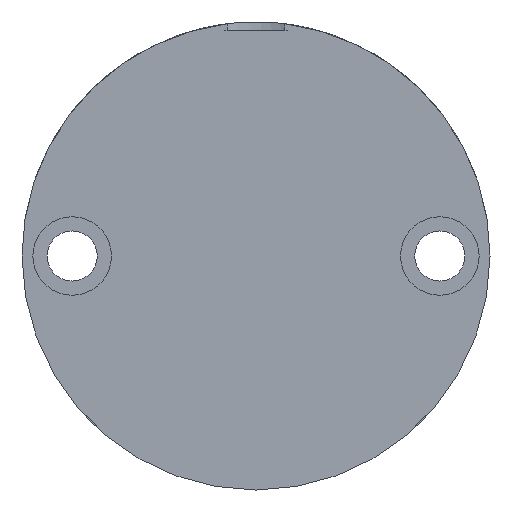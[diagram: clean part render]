
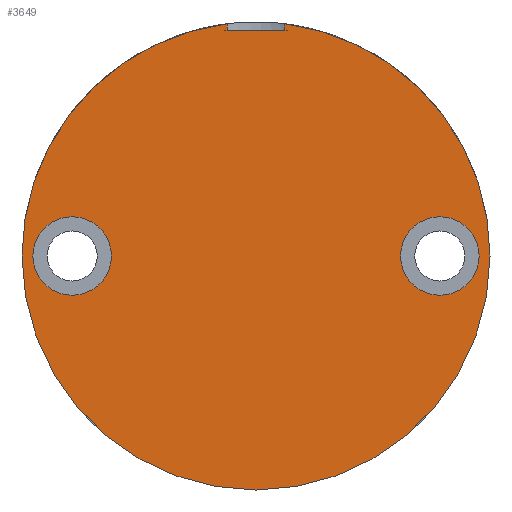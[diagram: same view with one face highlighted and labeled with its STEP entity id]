
A CAD part, left-side view. The second image highlights one B-rep face of the part: STEP entity #3649.
In plain terms, the highlighted face is planar.
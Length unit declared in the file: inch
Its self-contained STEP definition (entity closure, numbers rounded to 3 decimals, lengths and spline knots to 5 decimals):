
#39 = AXIS2_PLACEMENT_3D ( 'NONE', #2406, #640, #2719 ) ;
#118 = DIRECTION ( 'NONE',  ( 0., 0., 1. ) ) ;
#124 = LINE ( 'NONE', #2267, #2375 ) ;
#281 = CIRCLE ( 'NONE', #2737, 0.56 ) ;
#284 = CIRCLE ( 'NONE', #2112, 0.094 ) ;
#314 = DIRECTION ( 'NONE',  ( 0., 1., 0. ) ) ;
#356 = FACE_BOUND ( 'NONE', #1267, .T. ) ;
#381 = AXIS2_PLACEMENT_3D ( 'NONE', #2251, #1677, #3763 ) ;
#397 = CIRCLE ( 'NONE', #3804, 0.56 ) ;
#478 = CARTESIAN_POINT ( 'NONE',  ( 0., 0.34, 0.346 ) ) ;
#514 = DIRECTION ( 'NONE',  ( 1., 0., 0. ) ) ;
#556 = DIRECTION ( 'NONE',  ( 0., 0., -1. ) ) ;
#607 = CIRCLE ( 'NONE', #3279, 0.094 ) ;
#616 = CIRCLE ( 'NONE', #2109, 0.094 ) ;
#640 = DIRECTION ( 'NONE',  ( 0., 1., 0. ) ) ;
#668 = DIRECTION ( 'NONE',  ( -1., 0., 0. ) ) ;
#794 = CARTESIAN_POINT ( 'NONE',  ( 0., 0.34, 0.56 ) ) ;
#856 = CARTESIAN_POINT ( 'NONE',  ( 0., 0.34, -0.534 ) ) ;
#979 = CARTESIAN_POINT ( 'NONE',  ( 0., 0.34, 0.534 ) ) ;
#1048 = FACE_BOUND ( 'NONE', #1881, .T. ) ;
#1146 = EDGE_CURVE ( 'NONE', #3423, #3555, #397, .T. ) ;
#1153 = CARTESIAN_POINT ( 'NONE',  ( -0.54, 0.34, 0. ) ) ;
#1194 = DIRECTION ( 'NONE',  ( 0., 1., 0. ) ) ;
#1267 = EDGE_LOOP ( 'NONE', ( #2273, #2331 ) ) ;
#1286 = CIRCLE ( 'NONE', #39, 0.56 ) ;
#1304 = EDGE_CURVE ( 'NONE', #3614, #3444, #284, .T. ) ;
#1336 = EDGE_CURVE ( 'NONE', #3287, #3635, #281, .T. ) ;
#1361 = CARTESIAN_POINT ( 'NONE',  ( 0., 0.34, 0.44 ) ) ;
#1393 = PLANE ( 'NONE',  #381 ) ;
#1496 = CARTESIAN_POINT ( 'NONE',  ( 0., 0.34, 0. ) ) ;
#1624 = DIRECTION ( 'NONE',  ( 0., 1., 0. ) ) ;
#1648 = DIRECTION ( 'NONE',  ( 0., 0., 1. ) ) ;
#1677 = DIRECTION ( 'NONE',  ( 0., -1., 0. ) ) ;
#1782 = DIRECTION ( 'NONE',  ( 0., 0., 1. ) ) ;
#1837 = LINE ( 'NONE', #1153, #3350 ) ;
#1849 = DIRECTION ( 'NONE',  ( 0., 1., 0. ) ) ;
#1881 = EDGE_LOOP ( 'NONE', ( #2145, #2149 ) ) ;
#1901 = FACE_OUTER_BOUND ( 'NONE', #2249, .T. ) ;
#1998 = ORIENTED_EDGE ( 'NONE', *, *, #1146, .T. ) ;
#2037 = EDGE_CURVE ( 'NONE', #3287, #3356, #124, .T. ) ;
#2064 = CARTESIAN_POINT ( 'NONE',  ( 0., 0.34, -0.44 ) ) ;
#2082 = ORIENTED_EDGE ( 'NONE', *, *, #1336, .T. ) ;
#2086 = CARTESIAN_POINT ( 'NONE',  ( -0.54, 0.34, 0.06938 ) ) ;
#2091 = AXIS2_PLACEMENT_3D ( 'NONE', #2064, #314, #2365 ) ;
#2109 = AXIS2_PLACEMENT_3D ( 'NONE', #3415, #1624, #3712 ) ;
#2112 = AXIS2_PLACEMENT_3D ( 'NONE', #2977, #1194, #3268 ) ;
#2116 = ORIENTED_EDGE ( 'NONE', *, *, #2292, .F. ) ;
#2145 = ORIENTED_EDGE ( 'NONE', *, *, #2985, .F. ) ;
#2149 = ORIENTED_EDGE ( 'NONE', *, *, #2176, .F. ) ;
#2167 = ORIENTED_EDGE ( 'NONE', *, *, #2585, .F. ) ;
#2176 = EDGE_CURVE ( 'NONE', #3182, #3274, #2713, .T. ) ;
#2202 = ORIENTED_EDGE ( 'NONE', *, *, #2037, .F. ) ;
#2249 = EDGE_LOOP ( 'NONE', ( #2202, #2082, #2320, #1998, #2167, #2116 ) ) ;
#2251 = CARTESIAN_POINT ( 'NONE',  ( 0., 0.34, 0. ) ) ;
#2267 = CARTESIAN_POINT ( 'NONE',  ( -0.23491, 0.34, 0.06938 ) ) ;
#2273 = ORIENTED_EDGE ( 'NONE', *, *, #2726, .F. ) ;
#2292 = EDGE_CURVE ( 'NONE', #3356, #3085, #1837, .T. ) ;
#2320 = ORIENTED_EDGE ( 'NONE', *, *, #2741, .T. ) ;
#2331 = ORIENTED_EDGE ( 'NONE', *, *, #1304, .F. ) ;
#2334 = CARTESIAN_POINT ( 'NONE',  ( 0., 0.34, -0.346 ) ) ;
#2365 = DIRECTION ( 'NONE',  ( 0., 0., 1. ) ) ;
#2375 = VECTOR ( 'NONE', #514, 39.37008 ) ;
#2406 = CARTESIAN_POINT ( 'NONE',  ( 0., 0.34, 0. ) ) ;
#2585 = EDGE_CURVE ( 'NONE', #3085, #3555, #3707, .T. ) ;
#2713 = CIRCLE ( 'NONE', #2091, 0.094 ) ;
#2719 = DIRECTION ( 'NONE',  ( 0., 0., 1. ) ) ;
#2726 = EDGE_CURVE ( 'NONE', #3444, #3614, #607, .T. ) ;
#2737 = AXIS2_PLACEMENT_3D ( 'NONE', #1496, #3579, #1782 ) ;
#2741 = EDGE_CURVE ( 'NONE', #3635, #3423, #1286, .T. ) ;
#2929 = VECTOR ( 'NONE', #668, 39.37008 ) ;
#2977 = CARTESIAN_POINT ( 'NONE',  ( 0., 0.34, 0.44 ) ) ;
#2985 = EDGE_CURVE ( 'NONE', #3274, #3182, #616, .T. ) ;
#3085 = VERTEX_POINT ( 'NONE', #3800 ) ;
#3182 = VERTEX_POINT ( 'NONE', #856 ) ;
#3268 = DIRECTION ( 'NONE',  ( 0., 0., 1. ) ) ;
#3269 = CARTESIAN_POINT ( 'NONE',  ( -0.55569, 0.34, 0.06938 ) ) ;
#3274 = VERTEX_POINT ( 'NONE', #2334 ) ;
#3279 = AXIS2_PLACEMENT_3D ( 'NONE', #1361, #3432, #1648 ) ;
#3287 = VERTEX_POINT ( 'NONE', #3269 ) ;
#3350 = VECTOR ( 'NONE', #556, 39.37008 ) ;
#3356 = VERTEX_POINT ( 'NONE', #2086 ) ;
#3410 = CARTESIAN_POINT ( 'NONE',  ( -0.55569, 0.34, -0.06938 ) ) ;
#3415 = CARTESIAN_POINT ( 'NONE',  ( 0., 0.34, -0.44 ) ) ;
#3423 = VERTEX_POINT ( 'NONE', #3641 ) ;
#3432 = DIRECTION ( 'NONE',  ( 0., 1., 0. ) ) ;
#3444 = VERTEX_POINT ( 'NONE', #979 ) ;
#3555 = VERTEX_POINT ( 'NONE', #3410 ) ;
#3579 = DIRECTION ( 'NONE',  ( 0., 1., 0. ) ) ;
#3614 = VERTEX_POINT ( 'NONE', #478 ) ;
#3623 = CARTESIAN_POINT ( 'NONE',  ( -0.23491, 0.34, -0.06938 ) ) ;
#3635 = VERTEX_POINT ( 'NONE', #794 ) ;
#3641 = CARTESIAN_POINT ( 'NONE',  ( 0., 0.34, -0.56 ) ) ;
#3649 = ADVANCED_FACE ( 'PLANAR_0', ( #1048, #356, #1901 ), #1393, .F. ) ;
#3660 = CARTESIAN_POINT ( 'NONE',  ( 0., 0.34, 0. ) ) ;
#3707 = LINE ( 'NONE', #3623, #2929 ) ;
#3712 = DIRECTION ( 'NONE',  ( 0., 0., 1. ) ) ;
#3763 = DIRECTION ( 'NONE',  ( 0., 0., -1. ) ) ;
#3800 = CARTESIAN_POINT ( 'NONE',  ( -0.54, 0.34, -0.06938 ) ) ;
#3804 = AXIS2_PLACEMENT_3D ( 'NONE', #3660, #1849, #118 ) ;
